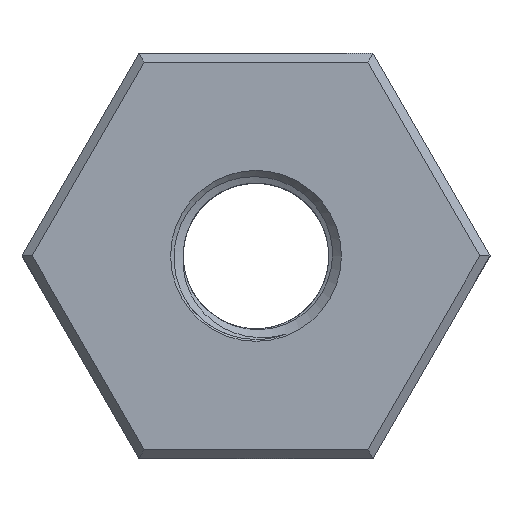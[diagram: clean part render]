
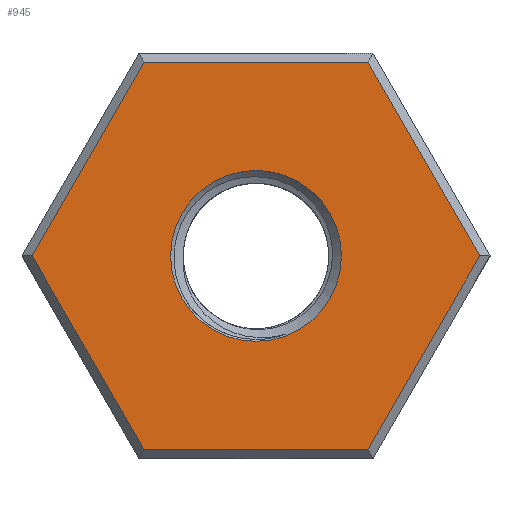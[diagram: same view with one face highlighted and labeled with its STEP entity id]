
A CAD part, top view. The second image highlights one B-rep face of the part: STEP entity #945.
In plain terms, the highlighted planar face has unit normal (0, 0, 1).
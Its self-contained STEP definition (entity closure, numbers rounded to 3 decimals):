
#19=FACE_BOUND('',#134,.T.);
#32=PLANE('',#1033);
#79=FACE_OUTER_BOUND('',#133,.T.);
#133=EDGE_LOOP('',(#738,#739,#740,#741,#742,#743));
#134=EDGE_LOOP('',(#744));
#166=CIRCLE('',#1034,6.748);
#266=LINE('',#2795,#325);
#270=LINE('',#2803,#329);
#273=LINE('',#2809,#332);
#276=LINE('',#2815,#335);
#280=LINE('',#2823,#339);
#283=LINE('',#2827,#342);
#325=VECTOR('',#1159,10.);
#329=VECTOR('',#1165,10.);
#332=VECTOR('',#1170,10.);
#335=VECTOR('',#1175,10.);
#339=VECTOR('',#1181,10.);
#342=VECTOR('',#1186,10.);
#425=VERTEX_POINT('',#2793);
#426=VERTEX_POINT('',#2794);
#429=VERTEX_POINT('',#2802);
#431=VERTEX_POINT('',#2808);
#433=VERTEX_POINT('',#2814);
#436=VERTEX_POINT('',#2822);
#441=VERTEX_POINT('',#2843);
#539=EDGE_CURVE('',#425,#426,#266,.T.);
#543=EDGE_CURVE('',#426,#429,#270,.T.);
#546=EDGE_CURVE('',#429,#431,#273,.T.);
#549=EDGE_CURVE('',#431,#433,#276,.T.);
#553=EDGE_CURVE('',#433,#436,#280,.T.);
#556=EDGE_CURVE('',#436,#425,#283,.T.);
#564=EDGE_CURVE('',#441,#441,#166,.T.);
#738=ORIENTED_EDGE('',*,*,#539,.F.);
#739=ORIENTED_EDGE('',*,*,#556,.F.);
#740=ORIENTED_EDGE('',*,*,#553,.F.);
#741=ORIENTED_EDGE('',*,*,#549,.F.);
#742=ORIENTED_EDGE('',*,*,#546,.F.);
#743=ORIENTED_EDGE('',*,*,#543,.F.);
#744=ORIENTED_EDGE('',*,*,#564,.F.);
#945=ADVANCED_FACE('',(#79,#19),#32,.T.);
#1033=AXIS2_PLACEMENT_3D('',#2842,#1200,#1201);
#1034=AXIS2_PLACEMENT_3D('',#2844,#1202,#1203);
#1159=DIRECTION('',(-0.5,0.866,0.));
#1165=DIRECTION('',(0.5,0.866,0.));
#1170=DIRECTION('',(1.,0.,0.));
#1175=DIRECTION('',(0.5,-0.866,0.));
#1181=DIRECTION('',(-0.5,-0.866,0.));
#1186=DIRECTION('',(-1.,0.,0.));
#1200=DIRECTION('center_axis',(0.,0.,1.));
#1201=DIRECTION('ref_axis',(1.,0.,0.));
#1202=DIRECTION('center_axis',(0.,0.,1.));
#1203=DIRECTION('ref_axis',(-1.,0.,0.));
#2793=CARTESIAN_POINT('',(-8.833,-15.3,8.));
#2794=CARTESIAN_POINT('',(-17.667,0.,8.));
#2795=CARTESIAN_POINT('',(-15.56,-3.65,8.));
#2802=CARTESIAN_POINT('',(-8.833,15.3,8.));
#2803=CARTESIAN_POINT('',(-10.941,11.65,8.));
#2808=CARTESIAN_POINT('',(8.833,15.3,8.));
#2809=CARTESIAN_POINT('',(4.619,15.3,8.));
#2814=CARTESIAN_POINT('',(17.667,0.,8.));
#2815=CARTESIAN_POINT('',(15.56,3.65,8.));
#2822=CARTESIAN_POINT('',(8.833,-15.3,8.));
#2823=CARTESIAN_POINT('',(10.941,-11.65,8.));
#2827=CARTESIAN_POINT('',(-4.619,-15.3,8.));
#2842=CARTESIAN_POINT('Origin',(0.,0.,8.));
#2843=CARTESIAN_POINT('',(6.748,0.,8.));
#2844=CARTESIAN_POINT('Origin',(0.,0.,8.));
